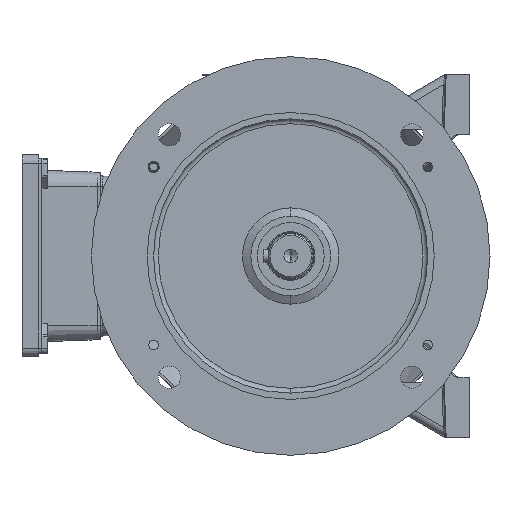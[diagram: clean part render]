
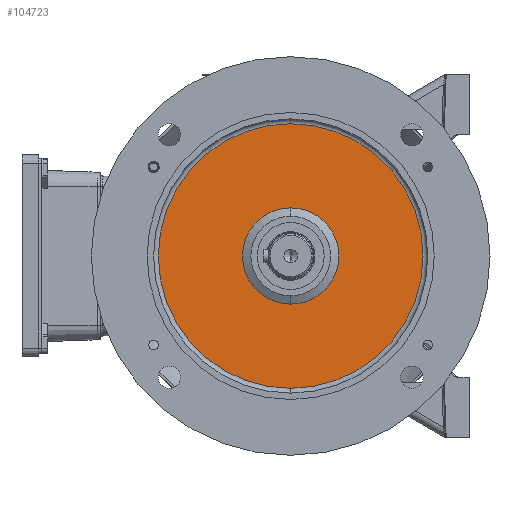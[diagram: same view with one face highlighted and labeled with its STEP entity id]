
A CAD part, left-side view. The second image highlights one B-rep face of the part: STEP entity #104723.
In plain terms, the highlighted planar face has unit normal (-1, 0, 0).
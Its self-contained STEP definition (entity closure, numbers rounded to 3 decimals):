
#1118 = AXIS2_PLACEMENT_3D ( 'NONE', #11584, #120955, #60767 ) ;
#7175 = DIRECTION ( 'NONE',  ( -1., 0., 0. ) ) ;
#8425 = DIRECTION ( 'NONE',  ( 1., 0., 0. ) ) ;
#11584 = CARTESIAN_POINT ( 'NONE',  ( 12., 0., 0. ) ) ;
#14651 = CIRCLE ( 'NONE', #105707, 30.196 ) ;
#21338 = DIRECTION ( 'NONE',  ( -1., 0., 0. ) ) ;
#25072 = PLANE ( 'NONE',  #25873 ) ;
#25196 = VERTEX_POINT ( 'NONE', #35035 ) ;
#25873 = AXIS2_PLACEMENT_3D ( 'NONE', #110539, #8425, #69524 ) ;
#29367 = CARTESIAN_POINT ( 'NONE',  ( 12., 0., 0. ) ) ;
#30017 = DIRECTION ( 'NONE',  ( 0., 0., 1. ) ) ;
#32630 = CARTESIAN_POINT ( 'NONE',  ( 12., 0., 0. ) ) ;
#35035 = CARTESIAN_POINT ( 'NONE',  ( 12., 0., 83. ) ) ;
#38296 = CIRCLE ( 'NONE', #82764, 83. ) ;
#49599 = CARTESIAN_POINT ( 'NONE',  ( 12., 0., -83. ) ) ;
#51252 = DIRECTION ( 'NONE',  ( 0., 0., 1. ) ) ;
#51662 = EDGE_CURVE ( 'NONE', #25196, #72592, #38296, .T. ) ;
#51816 = ORIENTED_EDGE ( 'NONE', *, *, #55275, .F. ) ;
#55275 = EDGE_CURVE ( 'NONE', #84140, #117662, #60737, .T. ) ;
#60737 = CIRCLE ( 'NONE', #96633, 30.196 ) ;
#60767 = DIRECTION ( 'NONE',  ( 0., 0., 1. ) ) ;
#64700 = CIRCLE ( 'NONE', #1118, 83. ) ;
#65584 = FACE_OUTER_BOUND ( 'NONE', #112351, .T. ) ;
#69524 = DIRECTION ( 'NONE',  ( 0., 0., -1. ) ) ;
#69865 = DIRECTION ( 'NONE',  ( -1., 0., 0. ) ) ;
#70457 = EDGE_LOOP ( 'NONE', ( #80365, #51816 ) ) ;
#72592 = VERTEX_POINT ( 'NONE', #49599 ) ;
#80365 = ORIENTED_EDGE ( 'NONE', *, *, #88382, .F. ) ;
#82764 = AXIS2_PLACEMENT_3D ( 'NONE', #119182, #7175, #128457 ) ;
#84140 = VERTEX_POINT ( 'NONE', #119105 ) ;
#88382 = EDGE_CURVE ( 'NONE', #117662, #84140, #14651, .T. ) ;
#96633 = AXIS2_PLACEMENT_3D ( 'NONE', #32630, #21338, #30017 ) ;
#104723 = ADVANCED_FACE ( 'NONE', ( #115870, #65584 ), #25072, .F. ) ;
#105583 = ORIENTED_EDGE ( 'NONE', *, *, #51662, .T. ) ;
#105707 = AXIS2_PLACEMENT_3D ( 'NONE', #29367, #69865, #51252 ) ;
#110539 = CARTESIAN_POINT ( 'NONE',  ( 12., 30.196, 0. ) ) ;
#112351 = EDGE_LOOP ( 'NONE', ( #105583, #121046 ) ) ;
#114771 = EDGE_CURVE ( 'NONE', #72592, #25196, #64700, .T. ) ;
#115870 = FACE_BOUND ( 'NONE', #70457, .T. ) ;
#117662 = VERTEX_POINT ( 'NONE', #118921 ) ;
#118921 = CARTESIAN_POINT ( 'NONE',  ( 12., 0., -30.196 ) ) ;
#119105 = CARTESIAN_POINT ( 'NONE',  ( 12., 0., 30.196 ) ) ;
#119182 = CARTESIAN_POINT ( 'NONE',  ( 12., 0., 0. ) ) ;
#120955 = DIRECTION ( 'NONE',  ( -1., 0., 0. ) ) ;
#121046 = ORIENTED_EDGE ( 'NONE', *, *, #114771, .T. ) ;
#128457 = DIRECTION ( 'NONE',  ( 0., 0., 1. ) ) ;
